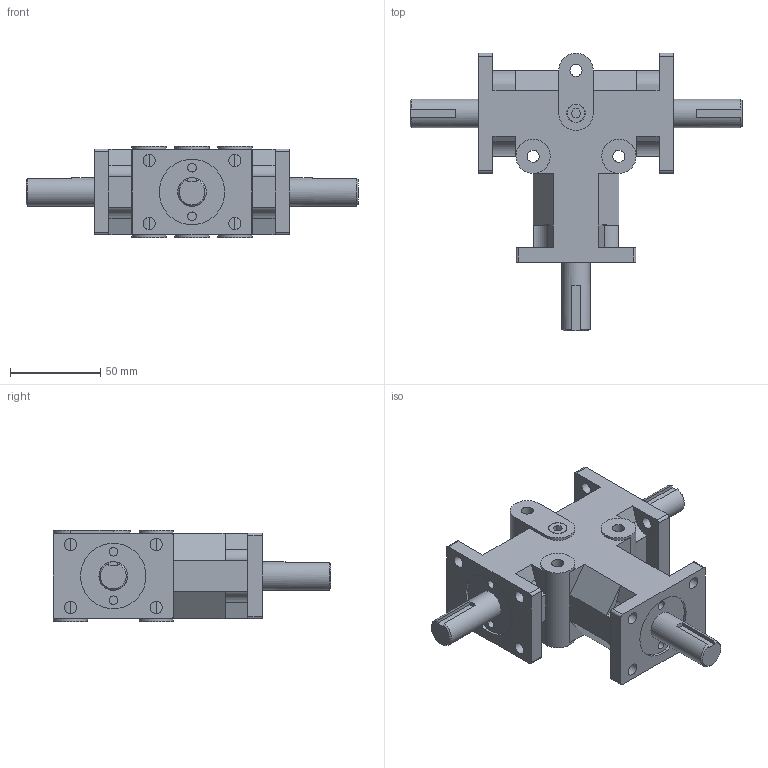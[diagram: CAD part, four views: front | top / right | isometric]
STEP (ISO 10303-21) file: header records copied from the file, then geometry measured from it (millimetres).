
FILE_DESCRIPTION(/* description */ ('!AP-203 File Generated from CADKEY 99!'),/* implementation_level */ '2;1');
FILE_NAME(/* name */ 'HAT101',/* time_stamp */ '2002-01-14T21:21:47-05:00',/* author */ ('CADKEY'),/* organization */ ('CADKEY Corporation'),/* preprocessor_version */ 'ST-DEVELOPER v8',/* originating_system */ 'step.cde',/* authorisation */ 'CK');
FILE_SCHEMA (('CONFIG_CONTROL_DESIGN'));
Length unit declared in the file: inch
Products named in the file (1): 1999-0203
Bounding box: 184.15 x 153.99 x 50.8 mm (x, y, z)
Volume: 388534 mm3; surface area: 55686.5 mm2
Topology: 1 solids, 1 shells, 169 faces, 438 edges, 285 vertices
Faces by surface type: plane 109, cylinder 56, cone 4
Full cylindrical faces by diameter (mm): 4.75 x6, 6.731 x15, 10.16 x1, 15.875 x3, 19.05 x3, 36.271 x3
Entity records: 4751 total; most frequent: CARTESIAN_POINT 811, ORIENTED_EDGE 784, DIRECTION 704, EDGE_CURVE 392, AXIS2_PLACEMENT_3D 282, VERTEX_POINT 273, EDGE_LOOP 247, FACE_BOUND 247
